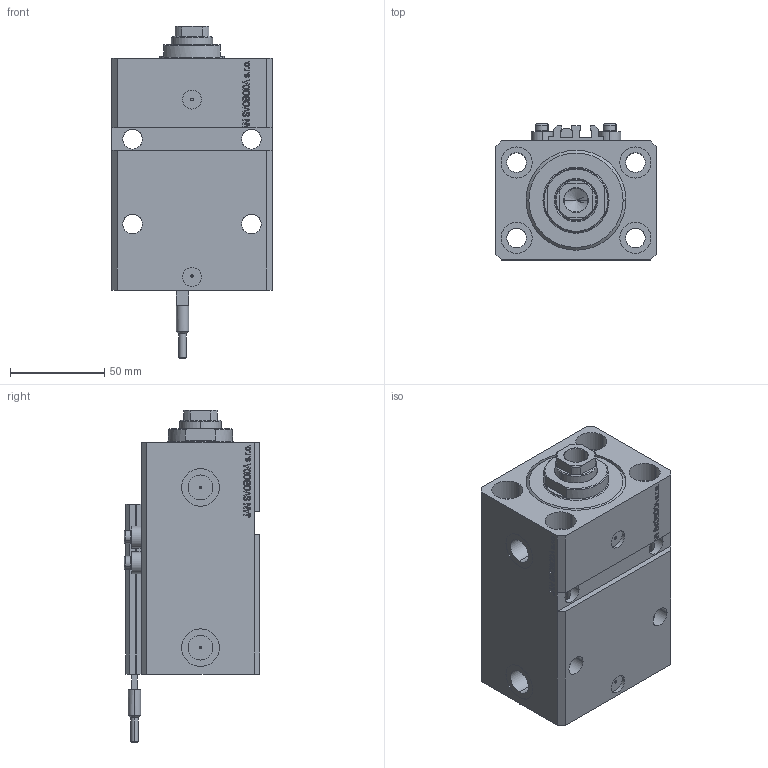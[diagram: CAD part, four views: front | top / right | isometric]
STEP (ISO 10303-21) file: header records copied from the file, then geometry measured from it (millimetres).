
FILE_DESCRIPTION (( 'STEP AP203' ), '1' );
FILE_NAME ('8d4e.STEP', '2023-10-07T16:04:49', ( '' ), ( '' ), 'SwSTEP 2.0', 'SolidWorks 2019', '' );
FILE_SCHEMA (( 'CONFIG_CONTROL_DESIGN' ));
Length unit declared in the file: millimetre
Products named in the file (6): ALLEN BOLT V250CE 33cd0e46b4e24b7d45735d9131eafc00; SWITCH_V250CE 33cd0e46b4e24b7d45735d9131eafc00; V250CE_E_Body 33cd0e46b4e24b7d45735d9131eafc00; V250CE_VC_E 33cd0e46b4e24b7d45735d9131eafc00; 8d4e; V250CE_C_VCP 33cd0e46b4e24b7d45735d9131eafc00
Assembly tree (8 placements, depth 2):
  8d4e
    V250CE_E_Body 33cd0e46b4e24b7d45735d9131eafc00
    ALLEN BOLT V250CE 33cd0e46b4e24b7d45735d9131eafc00  x4
    V250CE_C_VCP 33cd0e46b4e24b7d45735d9131eafc00
    V250CE_VC_E 33cd0e46b4e24b7d45735d9131eafc00
    SWITCH_V250CE 33cd0e46b4e24b7d45735d9131eafc00
Bounding box: 85 x 72 x 176 mm (x, y, z)
Volume: 554802.9 mm3; surface area: 121858.8 mm2
Topology: 9 solids, 9 shells, 1149 faces, 2865 edges, 1843 vertices
Faces by surface type: plane 555, bspline 356, cylinder 164, cone 58, torus 16
Entity records: 49424 total; most frequent: CARTESIAN_POINT 25255, ORIENTED_EDGE 5420, DIRECTION 3666, EDGE_CURVE 2710, VERTEX_POINT 1759, LINE 1646, VECTOR 1646, EDGE_LOOP 1217
